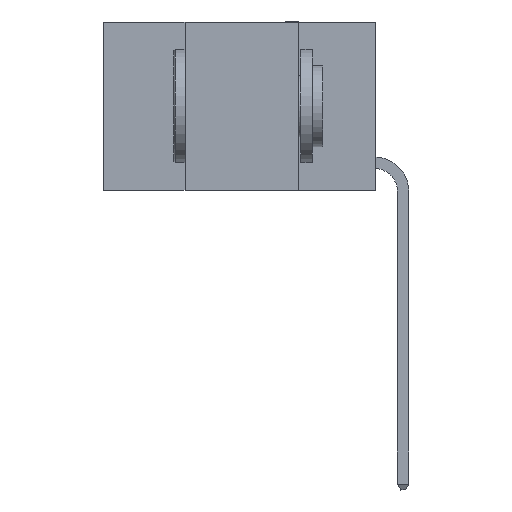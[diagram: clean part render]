
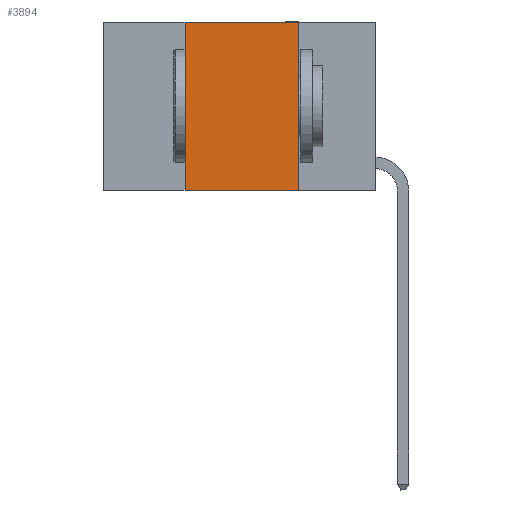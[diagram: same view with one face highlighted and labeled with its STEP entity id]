
A CAD part, left-side view. The second image highlights one B-rep face of the part: STEP entity #3894.
In plain terms, the highlighted planar face has unit normal (-1, 0, 0).
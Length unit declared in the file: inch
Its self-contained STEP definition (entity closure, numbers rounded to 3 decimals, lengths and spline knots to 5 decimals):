
#102 = VECTOR ( 'NONE', #1503, 39.37008 ) ;
#185 = DIRECTION ( 'NONE',  ( 1., 0., 0. ) ) ;
#459 = CARTESIAN_POINT ( 'NONE',  ( 0., 0.42, 0. ) ) ;
#1268 = AXIS2_PLACEMENT_3D ( 'NONE', #8913, #185, #4589 ) ;
#1497 = EDGE_CURVE ( 'NONE', #11548, #13537, #10344, .T. ) ;
#1503 = DIRECTION ( 'NONE',  ( 0., -1., 0. ) ) ;
#2222 = VERTEX_POINT ( 'NONE', #8992 ) ;
#2524 = LINE ( 'NONE', #12107, #14226 ) ;
#3894 = ADVANCED_FACE ( 'NONE', ( #4514 ), #10064, .F. ) ;
#3959 = VECTOR ( 'NONE', #8258, 39.37008 ) ;
#4372 = EDGE_CURVE ( 'NONE', #6762, #2222, #2524, .T. ) ;
#4514 = FACE_OUTER_BOUND ( 'NONE', #4734, .T. ) ;
#4589 = DIRECTION ( 'NONE',  ( 0., 0., -1. ) ) ;
#4628 = ORIENTED_EDGE ( 'NONE', *, *, #4372, .F. ) ;
#4734 = EDGE_LOOP ( 'NONE', ( #4628, #9967, #13545, #5860 ) ) ;
#5860 = ORIENTED_EDGE ( 'NONE', *, *, #12179, .T. ) ;
#5916 = VECTOR ( 'NONE', #6749, 39.37008 ) ;
#6749 = DIRECTION ( 'NONE',  ( 0., -1., 0. ) ) ;
#6762 = VERTEX_POINT ( 'NONE', #9729 ) ;
#7978 = CARTESIAN_POINT ( 'NONE',  ( 0., 0.6, 0. ) ) ;
#8258 = DIRECTION ( 'NONE',  ( 0., 0., 1. ) ) ;
#8913 = CARTESIAN_POINT ( 'NONE',  ( 0., 0.6, 0. ) ) ;
#8992 = CARTESIAN_POINT ( 'NONE',  ( 0., 0.17, -0.37 ) ) ;
#9729 = CARTESIAN_POINT ( 'NONE',  ( 0., 0.17, 0. ) ) ;
#9967 = ORIENTED_EDGE ( 'NONE', *, *, #10975, .F. ) ;
#10064 = PLANE ( 'NONE',  #1268 ) ;
#10344 = LINE ( 'NONE', #459, #3959 ) ;
#10975 = EDGE_CURVE ( 'NONE', #13537, #6762, #12383, .T. ) ;
#11216 = LINE ( 'NONE', #12544, #5916 ) ;
#11417 = DIRECTION ( 'NONE',  ( 0., 0., -1. ) ) ;
#11548 = VERTEX_POINT ( 'NONE', #11589 ) ;
#11589 = CARTESIAN_POINT ( 'NONE',  ( 0., 0.42, -0.37 ) ) ;
#12107 = CARTESIAN_POINT ( 'NONE',  ( 0., 0.17, 0. ) ) ;
#12179 = EDGE_CURVE ( 'NONE', #11548, #2222, #11216, .T. ) ;
#12201 = CARTESIAN_POINT ( 'NONE',  ( 0., 0.42, 0. ) ) ;
#12383 = LINE ( 'NONE', #7978, #102 ) ;
#12544 = CARTESIAN_POINT ( 'NONE',  ( 0., 0.6, -0.37 ) ) ;
#13537 = VERTEX_POINT ( 'NONE', #12201 ) ;
#13545 = ORIENTED_EDGE ( 'NONE', *, *, #1497, .F. ) ;
#14226 = VECTOR ( 'NONE', #11417, 39.37008 ) ;
